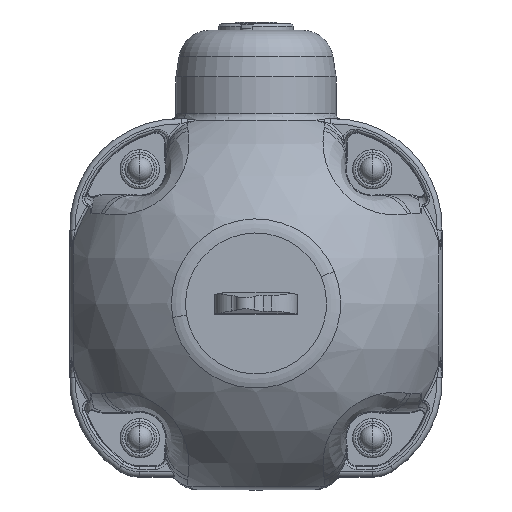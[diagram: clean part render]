
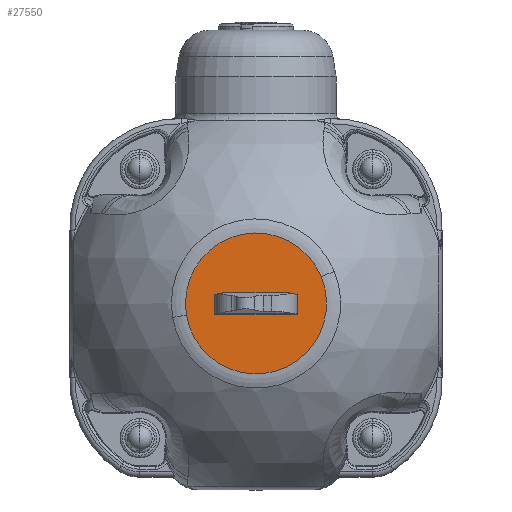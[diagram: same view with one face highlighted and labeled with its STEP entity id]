
A CAD part, top view. The second image highlights one B-rep face of the part: STEP entity #27550.
In plain terms, the highlighted planar face has unit normal (0, 0, 1).
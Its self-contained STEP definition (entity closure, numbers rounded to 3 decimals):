
#3465=CARTESIAN_POINT('',(0.,2.045,36.));
#3466=DIRECTION('',(0.,0.,1.));
#3467=DIRECTION('',(0.925,0.38,0.));
#3468=AXIS2_PLACEMENT_3D('',#3465,#3466,#3467);
#3473=CARTESIAN_POINT('',(0.,2.045,36.));
#3474=DIRECTION('',(0.,0.,1.));
#3475=DIRECTION('',(-0.986,-0.165,0.));
#3476=AXIS2_PLACEMENT_3D('',#3473,#3474,#3475);
#3481=DIRECTION('',(-1.,0.,0.));
#3482=VECTOR('',#3481,12.5);
#3483=CARTESIAN_POINT('',(6.25,4.085,36.));
#3484=LINE('',#3483,#3482);
#3488=CARTESIAN_POINT('',(-6.25,-0.362,36.));
#3489=DIRECTION('',(0.,0.,1.));
#3490=DIRECTION('',(0.,1.,0.));
#3491=AXIS2_PLACEMENT_3D('',#3488,#3489,#3490);
#3496=CARTESIAN_POINT('',(-7.95,3.639,36.));
#3497=DIRECTION('',(0.,0.,1.));
#3498=DIRECTION('',(-0.391,0.92,0.));
#3499=AXIS2_PLACEMENT_3D('',#3496,#3497,#3498);
#3504=DIRECTION('',(0.,-1.,0.));
#3505=VECTOR('',#3504,3.534);
#3506=CARTESIAN_POINT('',(-8.05,3.639,36.));
#3507=LINE('',#3506,#3505);
#3511=CARTESIAN_POINT('',(-7.95,0.105,36.));
#3512=DIRECTION('',(0.,0.,1.));
#3513=DIRECTION('',(-1.,0.,0.));
#3514=AXIS2_PLACEMENT_3D('',#3511,#3512,#3513);
#3519=DIRECTION('',(1.,0.,0.));
#3520=VECTOR('',#3519,15.9);
#3521=CARTESIAN_POINT('',(-7.95,0.005,36.));
#3522=LINE('',#3521,#3520);
#3526=CARTESIAN_POINT('',(7.95,0.105,36.));
#3527=DIRECTION('',(0.,0.,1.));
#3528=DIRECTION('',(0.,-1.,0.));
#3529=AXIS2_PLACEMENT_3D('',#3526,#3527,#3528);
#3534=DIRECTION('',(0.,1.,0.));
#3535=VECTOR('',#3534,3.534);
#3536=CARTESIAN_POINT('',(8.05,0.105,36.));
#3537=LINE('',#3536,#3535);
#3541=CARTESIAN_POINT('',(7.95,3.639,36.));
#3542=DIRECTION('',(0.,0.,1.));
#3543=DIRECTION('',(1.,0.,0.));
#3544=AXIS2_PLACEMENT_3D('',#3541,#3542,#3543);
#3549=CARTESIAN_POINT('',(6.25,-0.362,36.));
#3550=DIRECTION('',(0.,0.,1.));
#3551=DIRECTION('',(0.391,0.92,0.));
#3552=AXIS2_PLACEMENT_3D('',#3549,#3550,#3551);
#22564=CARTESIAN_POINT('',(6.25,4.085,36.));
#22565=CARTESIAN_POINT('',(-6.25,4.085,36.));
#22566=VERTEX_POINT('',#22564);
#22567=VERTEX_POINT('',#22565);
#22568=CARTESIAN_POINT('',(-7.989,3.731,36.));
#22569=VERTEX_POINT('',#22568);
#22570=CARTESIAN_POINT('',(-8.05,3.639,36.));
#22571=VERTEX_POINT('',#22570);
#22572=CARTESIAN_POINT('',(-8.05,0.105,36.));
#22573=VERTEX_POINT('',#22572);
#22574=CARTESIAN_POINT('',(-7.95,0.005,36.));
#22575=VERTEX_POINT('',#22574);
#22576=CARTESIAN_POINT('',(7.95,0.005,36.));
#22577=VERTEX_POINT('',#22576);
#22578=CARTESIAN_POINT('',(8.05,0.105,36.));
#22579=VERTEX_POINT('',#22578);
#22580=CARTESIAN_POINT('',(8.05,3.639,36.));
#22581=VERTEX_POINT('',#22580);
#22582=CARTESIAN_POINT('',(7.989,3.731,36.));
#22583=VERTEX_POINT('',#22582);
#22584=CARTESIAN_POINT('',(12.617,7.224,36.));
#22585=CARTESIAN_POINT('',(-13.451,-0.209,36.));
#22586=VERTEX_POINT('',#22584);
#22587=VERTEX_POINT('',#22585);
#27518=CARTESIAN_POINT('',(31.464,16.536,36.));
#27519=DIRECTION('',(0.,0.,-1.));
#27520=DIRECTION('',(0.,-1.,0.));
#27521=AXIS2_PLACEMENT_3D('',#27518,#27519,#27520);
#27522=PLANE('',#27521);
#27523=ORIENTED_EDGE('',*,*,#27501,.F.);
#27525=ORIENTED_EDGE('',*,*,#27524,.F.);
#27526=EDGE_LOOP('',(#27523,#27525));
#27527=FACE_OUTER_BOUND('',#27526,.F.);
#27529=ORIENTED_EDGE('',*,*,#27528,.T.);
#27531=ORIENTED_EDGE('',*,*,#27530,.T.);
#27533=ORIENTED_EDGE('',*,*,#27532,.T.);
#27535=ORIENTED_EDGE('',*,*,#27534,.T.);
#27537=ORIENTED_EDGE('',*,*,#27536,.T.);
#27539=ORIENTED_EDGE('',*,*,#27538,.T.);
#27541=ORIENTED_EDGE('',*,*,#27540,.T.);
#27543=ORIENTED_EDGE('',*,*,#27542,.T.);
#27545=ORIENTED_EDGE('',*,*,#27544,.T.);
#27547=ORIENTED_EDGE('',*,*,#27546,.T.);
#27548=EDGE_LOOP('',(#27529,#27531,#27533,#27535,#27537,#27539,#27541,#27543,
#27545,#27547));
#27549=FACE_BOUND('',#27548,.F.);
#3469=CIRCLE('',#3468,13.638);
#3477=CIRCLE('',#3476,13.638);
#3492=CIRCLE('',#3491,4.447);
#3500=CIRCLE('',#3499,0.1);
#3515=CIRCLE('',#3514,0.1);
#3530=CIRCLE('',#3529,0.1);
#3545=CIRCLE('',#3544,0.1);
#3553=CIRCLE('',#3552,4.447);
#27501=EDGE_CURVE('',#22586,#22587,#3469,.T.);
#27524=EDGE_CURVE('',#22587,#22586,#3477,.T.);
#27528=EDGE_CURVE('',#22566,#22567,#3484,.T.);
#27530=EDGE_CURVE('',#22567,#22569,#3492,.T.);
#27532=EDGE_CURVE('',#22569,#22571,#3500,.T.);
#27534=EDGE_CURVE('',#22571,#22573,#3507,.T.);
#27536=EDGE_CURVE('',#22573,#22575,#3515,.T.);
#27538=EDGE_CURVE('',#22575,#22577,#3522,.T.);
#27540=EDGE_CURVE('',#22577,#22579,#3530,.T.);
#27542=EDGE_CURVE('',#22579,#22581,#3537,.T.);
#27544=EDGE_CURVE('',#22581,#22583,#3545,.T.);
#27546=EDGE_CURVE('',#22583,#22566,#3553,.T.);
#27550=ADVANCED_FACE('',(#27527,#27549),#27522,.F.);
